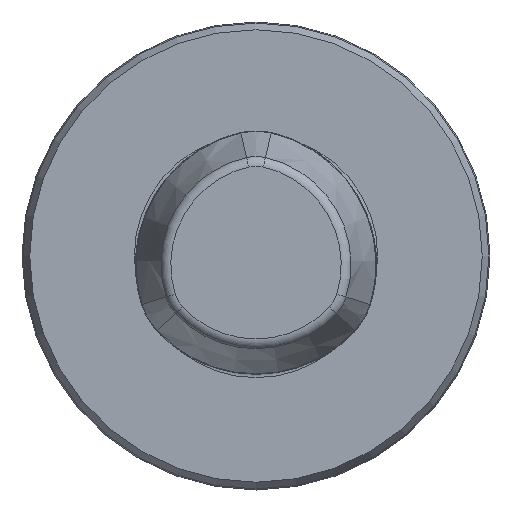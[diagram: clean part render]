
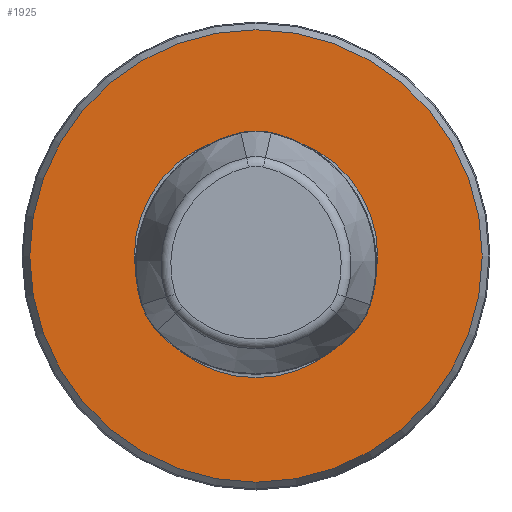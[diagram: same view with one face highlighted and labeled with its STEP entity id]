
A CAD part, front view. The second image highlights one B-rep face of the part: STEP entity #1925.
In plain terms, the highlighted planar face has unit normal (0, -1, 0).
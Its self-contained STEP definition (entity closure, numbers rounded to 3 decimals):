
#81 = DIRECTION ( 'NONE',  ( 1., 0., 0. ) ) ;
#119 = DIRECTION ( 'NONE',  ( 0., 1., 0. ) ) ;
#288 = CARTESIAN_POINT ( 'NONE',  ( 0., 0., 0. ) ) ;
#446 = DIRECTION ( 'NONE',  ( 0., 1., 0. ) ) ;
#463 = ORIENTED_EDGE ( 'NONE', *, *, #1197, .T. ) ;
#465 = PLANE ( 'NONE',  #1971 ) ;
#612 = VERTEX_POINT ( 'NONE', #2044 ) ;
#848 = CARTESIAN_POINT ( 'NONE',  ( -3.55, 0., 0. ) ) ;
#851 = FACE_BOUND ( 'NONE', #1358, .T. ) ;
#1047 = VERTEX_POINT ( 'NONE', #848 ) ;
#1050 = CIRCLE ( 'NONE', #1448, 3.55 ) ;
#1085 = DIRECTION ( 'NONE',  ( 0., -1., 0. ) ) ;
#1197 = EDGE_CURVE ( 'NONE', #1047, #1047, #1050, .T. ) ;
#1288 = FACE_OUTER_BOUND ( 'NONE', #1411, .T. ) ;
#1358 = EDGE_LOOP ( 'NONE', ( #463 ) ) ;
#1411 = EDGE_LOOP ( 'NONE', ( #2001 ) ) ;
#1448 = AXIS2_PLACEMENT_3D ( 'NONE', #1465, #446, #1640 ) ;
#1465 = CARTESIAN_POINT ( 'NONE',  ( 0., 0., 0. ) ) ;
#1640 = DIRECTION ( 'NONE',  ( -1., 0., 0. ) ) ;
#1656 = DIRECTION ( 'NONE',  ( -1., 0., 0. ) ) ;
#1670 = EDGE_CURVE ( 'NONE', #612, #612, #2070, .T. ) ;
#1824 = AXIS2_PLACEMENT_3D ( 'NONE', #2111, #1085, #81 ) ;
#1925 = ADVANCED_FACE ( 'NONE', ( #851, #1288 ), #465, .F. ) ;
#1971 = AXIS2_PLACEMENT_3D ( 'NONE', #288, #119, #1656 ) ;
#2001 = ORIENTED_EDGE ( 'NONE', *, *, #1670, .T. ) ;
#2044 = CARTESIAN_POINT ( 'NONE',  ( 6.6, 0., 0. ) ) ;
#2070 = CIRCLE ( 'NONE', #1824, 6.6 ) ;
#2111 = CARTESIAN_POINT ( 'NONE',  ( 0., 0., 0. ) ) ;
